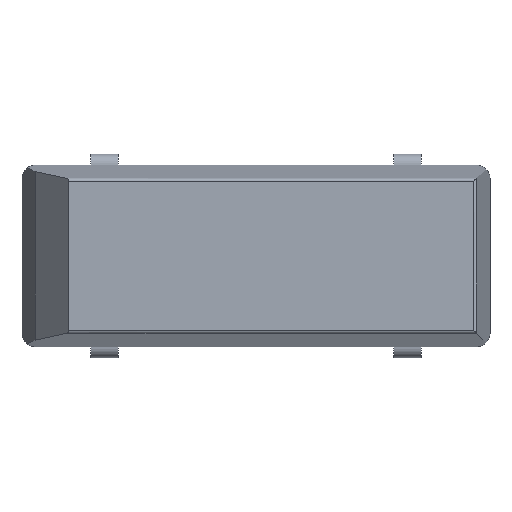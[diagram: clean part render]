
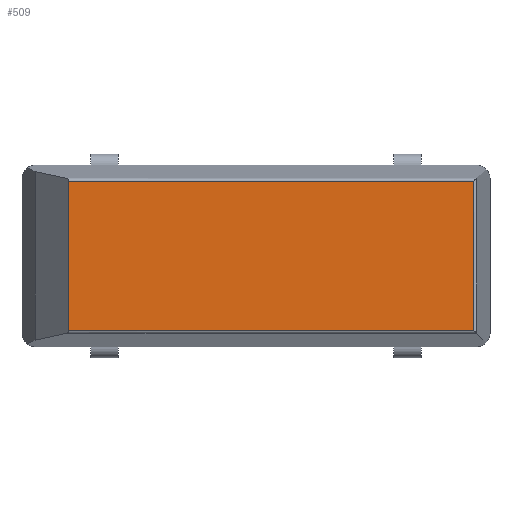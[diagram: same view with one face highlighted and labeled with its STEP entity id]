
A CAD part, top view. The second image highlights one B-rep face of the part: STEP entity #509.
In plain terms, the highlighted planar face has unit normal (0, 0, 1).
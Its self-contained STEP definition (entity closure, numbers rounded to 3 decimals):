
#121 = VERTEX_POINT('',#122);
#122 = CARTESIAN_POINT('',(-3.4,1.358,2.5));
#129 = EDGE_CURVE('',#121,#130,#132,.T.);
#130 = VERTEX_POINT('',#131);
#131 = CARTESIAN_POINT('',(-3.4,-1.358,2.5));
#132 = LINE('',#133,#134);
#133 = CARTESIAN_POINT('',(-3.4,1.4,2.5));
#134 = VECTOR('',#135,1.);
#135 = DIRECTION('',(0.,-1.,0.));
#169 = EDGE_CURVE('',#121,#170,#172,.T.);
#170 = VERTEX_POINT('',#171);
#171 = CARTESIAN_POINT('',(3.958,1.358,2.5));
#172 = LINE('',#173,#174);
#173 = CARTESIAN_POINT('',(-3.4,1.358,2.5));
#174 = VECTOR('',#175,1.);
#175 = DIRECTION('',(1.,0.,0.));
#509 = ADVANCED_FACE('',(#510),#528,.F.);
#510 = FACE_BOUND('',#511,.F.);
#511 = EDGE_LOOP('',(#512,#513,#514,#522));
#512 = ORIENTED_EDGE('',*,*,#129,.F.);
#513 = ORIENTED_EDGE('',*,*,#169,.T.);
#514 = ORIENTED_EDGE('',*,*,#515,.T.);
#515 = EDGE_CURVE('',#170,#516,#518,.T.);
#516 = VERTEX_POINT('',#517);
#517 = CARTESIAN_POINT('',(3.958,-1.358,2.5));
#518 = LINE('',#519,#520);
#519 = CARTESIAN_POINT('',(3.958,1.4,2.5));
#520 = VECTOR('',#521,1.);
#521 = DIRECTION('',(0.,-1.,0.));
#522 = ORIENTED_EDGE('',*,*,#523,.F.);
#523 = EDGE_CURVE('',#130,#516,#524,.T.);
#524 = LINE('',#525,#526);
#525 = CARTESIAN_POINT('',(-3.4,-1.358,2.5));
#526 = VECTOR('',#527,1.);
#527 = DIRECTION('',(1.,0.,0.));
#528 = PLANE('',#529);
#529 = AXIS2_PLACEMENT_3D('',#530,#531,#532);
#530 = CARTESIAN_POINT('',(-4.25,1.65,2.5));
#531 = DIRECTION('',(0.,0.,-1.));
#532 = DIRECTION('',(0.,-1.,0.));
